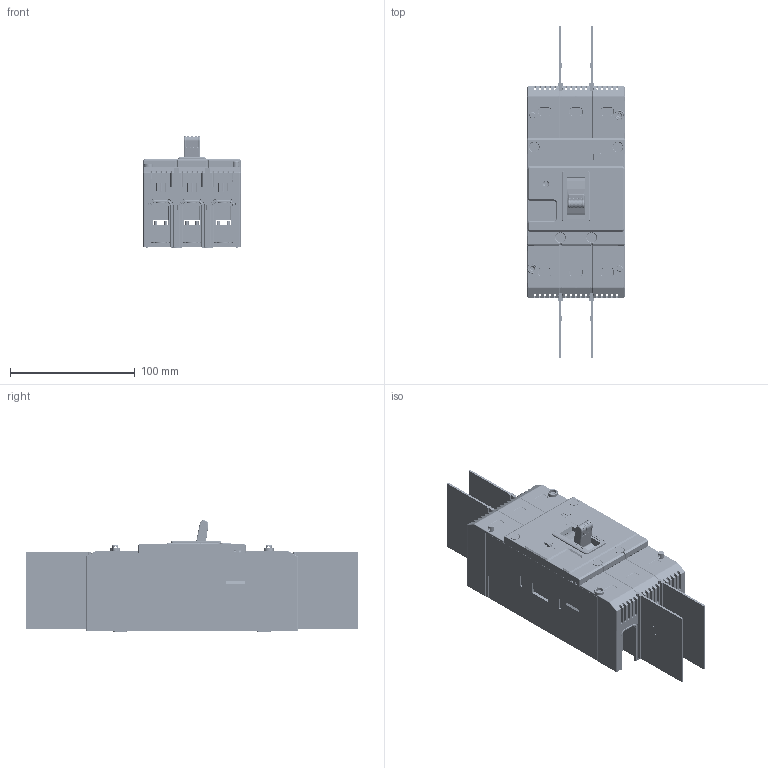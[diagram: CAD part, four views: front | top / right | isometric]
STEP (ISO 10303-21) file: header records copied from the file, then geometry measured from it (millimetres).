
FILE_DESCRIPTION((''),'2;1');
FILE_NAME('2256M1627_ASM','2025-03-06T11:00:26',('user'),(''),'CREO PARAMETRIC BY PTC INC, 2020044','CREO PARAMETRIC BY PTC INC, 2020044','');
FILE_SCHEMA(('CONFIG_CONTROL_DESIGN','SHAPE_APPEARANCE_LAYERS_GROUPS'));
Products named in the file (56): 2ZTD_256_675_SKEL0002; 8ZTD_024_1062; 5ZTD_024_824_ASM; 5ZTD_550_927_AF0_ASM; 5ZTD_550_927_AF1_ASM; 5ZTD_550_927_AF2_ASM; SP110013; M2-5X10_GB823S; D2_5_GB9074_26SS; D2_5GBT97_4S; 5ZTD_850_159_3_AF0_ASM; 5ZTD_850_159_3_AF4_ASM; 5ZTD_850_159_3_AF5_ASM; 5ZTD_850_159_3_AF1_ASM; 5ZTD_850_159_3_AF6_ASM; 5ZTD_850_159_3_AF7_ASM; 8ZTD_742_2204; 8ZTD_742_2018; 8ZTD_742_2203; 5ZTD_850_159_3_AF2_ASM; 5ZTD_850_159_3_AF8_ASM; 5ZTD_850_159_3_AF9_ASM; 5ZTD_850_159_3_AF3_ASM; 5ZTD_850_159_3_AF10_ASM; 5ZTD_850_159_3_AF11_ASM; 8ZTD_743_023_AF0; 8ZTD_743_023_AF1; 8ZTD_574_532; 8ZTD_156_398; 8ZTD_904_129; 5ZTD_574_424_ASM; 5022M1642_ASM; 8ZTD_253_1028; 8ZTD_868_485_AF5; 8ZTD_868_486_AF5; 5253M1604_AF1_ASM; 8ZTD_315_1860_AF0; 8ZTD_310_554_AF0; 8ZTD_253_636; 8ZTD_879_017 ...
Assembly tree (106 placements, depth 4):
  2256M1627_ASM
    2ZTD_256_675_SKEL0002
    5022M1642_ASM
      5ZTD_024_824_ASM
        8ZTD_024_1062
      5ZTD_550_927_AF0_ASM
      5ZTD_550_927_AF1_ASM
      5ZTD_550_927_AF2_ASM
      SP110013  x3
      5ZTD_850_159_3_AF0_ASM
        M2-5X10_GB823S
        D2_5_GB9074_26SS
        D2_5GBT97_4S
      5ZTD_850_159_3_AF4_ASM
        M2-5X10_GB823S
        D2_5_GB9074_26SS
        D2_5GBT97_4S
      5ZTD_850_159_3_AF5_ASM
        M2-5X10_GB823S
        D2_5_GB9074_26SS
        D2_5GBT97_4S
      5ZTD_850_159_3_AF1_ASM
        M2-5X10_GB823S
        D2_5_GB9074_26SS
        D2_5GBT97_4S
      5ZTD_850_159_3_AF6_ASM
        M2-5X10_GB823S
        D2_5_GB9074_26SS
        D2_5GBT97_4S
      5ZTD_850_159_3_AF7_ASM
        M2-5X10_GB823S
        D2_5_GB9074_26SS
        D2_5GBT97_4S
      8ZTD_742_2204  x3
      8ZTD_742_2018
      8ZTD_742_2203  x3
      5ZTD_850_159_3_AF2_ASM
        M2-5X10_GB823S
        D2_5_GB9074_26SS
        D2_5GBT97_4S
      5ZTD_850_159_3_AF8_ASM
        M2-5X10_GB823S
        D2_5_GB9074_26SS
        D2_5GBT97_4S
      5ZTD_850_159_3_AF9_ASM
        M2-5X10_GB823S
        D2_5_GB9074_26SS
        D2_5GBT97_4S
      5ZTD_850_159_3_AF3_ASM
        M2-5X10_GB823S
        D2_5_GB9074_26SS
        D2_5GBT97_4S
      5ZTD_850_159_3_AF10_ASM
        M2-5X10_GB823S
        D2_5_GB9074_26SS
        D2_5GBT97_4S
      5ZTD_850_159_3_AF11_ASM
        M2-5X10_GB823S
        D2_5_GB9074_26SS
        D2_5GBT97_4S
Bounding box: 78 x 266.2 x 89.49 mm (x, y, z)
Volume: 305731 mm3; surface area: 315830.7 mm2
Topology: 94 solids, 123 shells, 9802 faces, 26743 edges, 17220 vertices
Faces by surface type: plane 5764, cylinder 2636, cone 597, torus 289, bspline 254, sphere 143, extrusion 116, revolution 3
Entity records: 303042 total; most frequent: CARTESIAN_POINT 61184, ORIENTED_EDGE 41856, DIRECTION 39262, EDGE_CURVE 20940, VECTOR 14739, LINE 14623, PRESENTATION_STYLE_ASSIGNMENT 14594, STYLED_ITEM 14403
